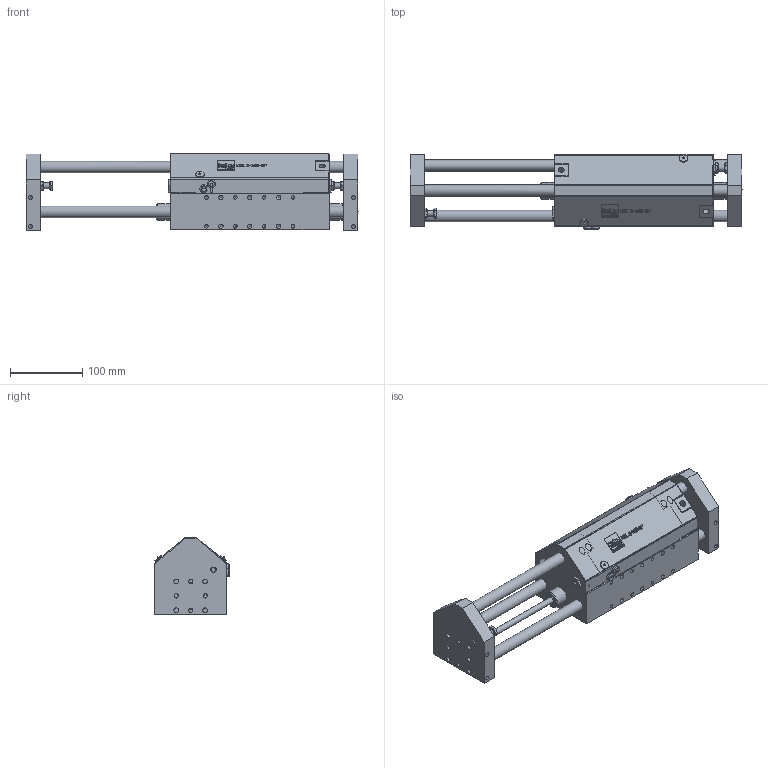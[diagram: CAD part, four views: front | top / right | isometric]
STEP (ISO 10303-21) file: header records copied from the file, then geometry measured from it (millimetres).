
FILE_DESCRIPTION((''),'2;1');
FILE_NAME('MSL3-160-3F.stp','2012-10-01T09:40:33',('hartung_david'),(''),'Autodesk Inventor 2012','Autodesk Inventor 2012','');
FILE_SCHEMA(('AUTOMOTIVE_DESIGN { 1 0 10303 214 1 1 1 1 }'));
Length unit declared in the file: millimetre
Products named in the file (3): MSL3-160-3F; MSL3-160-3F-010; MSL3-160-3F-020
Assembly tree (2 placements, depth 2):
  MSL3-160-3F
    MSL3-160-3F-010
    MSL3-160-3F-020
Bounding box: 460 x 103.5 x 107 mm (x, y, z)
Volume: 2416343.6 mm3; surface area: 375348 mm2
Topology: 2 solids, 24 shells, 1144 faces, 2971 edges, 1959 vertices
Faces by surface type: plane 549, bspline 270, cylinder 214, cone 107, torus 4
Full cylindrical faces by diameter (mm): 3.459 x2, 3.7 x2, 4 x2, 4.134 x2, 4.917 x24, 5.459 x12, 6 x26, 6.5 x2, 6.6 x8, 6.917 x2, 7.459 x2, 8 x20, 8.5 x2, 8.566 x2, 8.8 x2, 9.5 x2, 9.6 x4, 10.8 x2, 11 x10, 11.4 x2, 11.5 x2, 13.4 x2, 15 x12, 16 x12, 16.05 x2, 17 x2, 18.376 x2, 23 x2, 26 x4, 26.2 x4
Entity records: 36056 total; most frequent: CARTESIAN_POINT 9950, ORIENTED_EDGE 5156, DIRECTION 4223, EDGE_CURVE 2578, VERTEX_POINT 1855, EDGE_LOOP 1631, VECTOR 1503, LINE 1503
